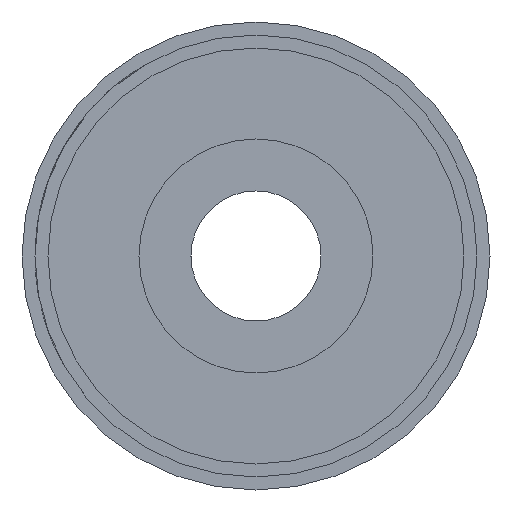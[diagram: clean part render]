
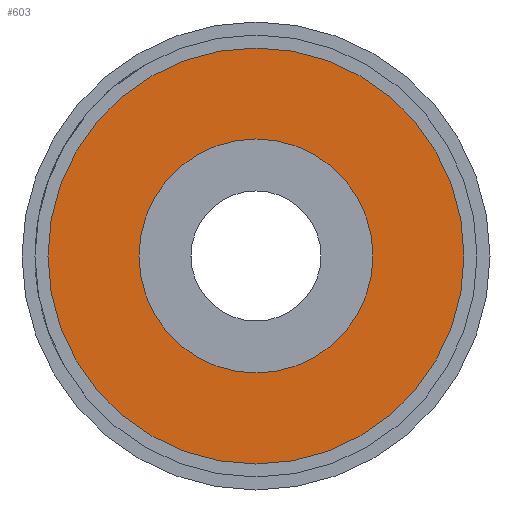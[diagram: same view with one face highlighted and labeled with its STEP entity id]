
A CAD part, left-side view. The second image highlights one B-rep face of the part: STEP entity #603.
In plain terms, the highlighted planar face has unit normal (-1, 0, 0).
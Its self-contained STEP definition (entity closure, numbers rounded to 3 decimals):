
#257 = AXIS2_PLACEMENT_3D ( 'NONE', #4721, #4056, #7145 ) ;
#280 = CARTESIAN_POINT ( 'NONE',  ( 0., 0., 8. ) ) ;
#541 = CARTESIAN_POINT ( 'NONE',  ( 0., 0., 0. ) ) ;
#597 = DIRECTION ( 'NONE',  ( -1., 0., 0. ) ) ;
#603 = ADVANCED_FACE ( 'NONE', ( #2365, #2329 ), #5193, .F. ) ;
#941 = EDGE_CURVE ( 'NONE', #7021, #5014, #1651, .T. ) ;
#999 = DIRECTION ( 'NONE',  ( -1., 0., 0. ) ) ;
#1118 = EDGE_LOOP ( 'NONE', ( #5744, #1240 ) ) ;
#1240 = ORIENTED_EDGE ( 'NONE', *, *, #4216, .F. ) ;
#1427 = CARTESIAN_POINT ( 'NONE',  ( 0., 0., -8. ) ) ;
#1651 = CIRCLE ( 'NONE', #4418, 8. ) ;
#1780 = AXIS2_PLACEMENT_3D ( 'NONE', #4765, #597, #7154 ) ;
#1870 = DIRECTION ( 'NONE',  ( 0., 0., 1. ) ) ;
#2207 = CARTESIAN_POINT ( 'NONE',  ( 0., 0., -4.5 ) ) ;
#2210 = VERTEX_POINT ( 'NONE', #2207 ) ;
#2329 = FACE_OUTER_BOUND ( 'NONE', #6767, .T. ) ;
#2365 = FACE_BOUND ( 'NONE', #1118, .T. ) ;
#2410 = AXIS2_PLACEMENT_3D ( 'NONE', #6371, #999, #3395 ) ;
#2935 = ORIENTED_EDGE ( 'NONE', *, *, #4936, .T. ) ;
#3395 = DIRECTION ( 'NONE',  ( 0., 0., 1. ) ) ;
#3907 = CIRCLE ( 'NONE', #1780, 8. ) ;
#4056 = DIRECTION ( 'NONE',  ( 1., 0., 0. ) ) ;
#4216 = EDGE_CURVE ( 'NONE', #2210, #6064, #5276, .T. ) ;
#4371 = EDGE_CURVE ( 'NONE', #6064, #2210, #7412, .T. ) ;
#4418 = AXIS2_PLACEMENT_3D ( 'NONE', #541, #7059, #5334 ) ;
#4620 = ORIENTED_EDGE ( 'NONE', *, *, #941, .T. ) ;
#4721 = CARTESIAN_POINT ( 'NONE',  ( 0., 0., 0. ) ) ;
#4765 = CARTESIAN_POINT ( 'NONE',  ( 0., 0., 0. ) ) ;
#4936 = EDGE_CURVE ( 'NONE', #5014, #7021, #3907, .T. ) ;
#5014 = VERTEX_POINT ( 'NONE', #280 ) ;
#5193 = PLANE ( 'NONE',  #257 ) ;
#5276 = CIRCLE ( 'NONE', #6530, 4.5 ) ;
#5334 = DIRECTION ( 'NONE',  ( 0., 0., 1. ) ) ;
#5744 = ORIENTED_EDGE ( 'NONE', *, *, #4371, .F. ) ;
#5802 = CARTESIAN_POINT ( 'NONE',  ( 0., 0., 4.5 ) ) ;
#6064 = VERTEX_POINT ( 'NONE', #5802 ) ;
#6371 = CARTESIAN_POINT ( 'NONE',  ( 0., 0., 0. ) ) ;
#6528 = CARTESIAN_POINT ( 'NONE',  ( 0., 0., 0. ) ) ;
#6530 = AXIS2_PLACEMENT_3D ( 'NONE', #6528, #7742, #1870 ) ;
#6767 = EDGE_LOOP ( 'NONE', ( #2935, #4620 ) ) ;
#7021 = VERTEX_POINT ( 'NONE', #1427 ) ;
#7059 = DIRECTION ( 'NONE',  ( -1., 0., 0. ) ) ;
#7145 = DIRECTION ( 'NONE',  ( 0., 0., -1. ) ) ;
#7154 = DIRECTION ( 'NONE',  ( 0., 0., 1. ) ) ;
#7412 = CIRCLE ( 'NONE', #2410, 4.5 ) ;
#7742 = DIRECTION ( 'NONE',  ( -1., 0., 0. ) ) ;
